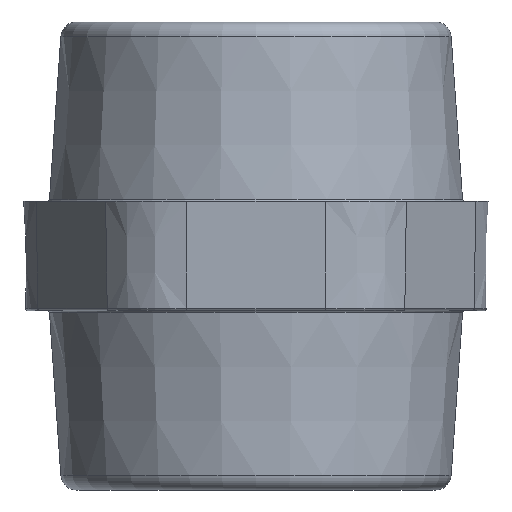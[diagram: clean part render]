
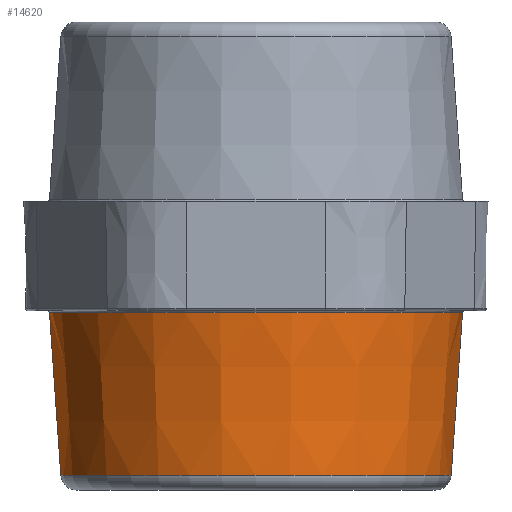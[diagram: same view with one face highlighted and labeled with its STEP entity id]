
A CAD part, front view. The second image highlights one B-rep face of the part: STEP entity #14620.
In plain terms, the highlighted conical face has half-angle 4 degrees and reference radius 25.751 mm.
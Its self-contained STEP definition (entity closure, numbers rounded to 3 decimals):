
#626 = LINE ( 'NONE', #11322, #27687 ) ;
#2558 = CARTESIAN_POINT ( 'NONE',  ( 0., 0., -10.709 ) ) ;
#3408 = EDGE_CURVE ( 'NONE', #13707, #21196, #18112, .T. ) ;
#4864 = CIRCLE ( 'NONE', #8845, 25.022 ) ;
#5412 = AXIS2_PLACEMENT_3D ( 'NONE', #21122, #47549, #9217 ) ;
#6675 = EDGE_CURVE ( 'NONE', #30311, #41901, #4864, .T. ) ;
#8547 = EDGE_CURVE ( 'NONE', #30311, #21196, #626, .T. ) ;
#8845 = AXIS2_PLACEMENT_3D ( 'NONE', #13612, #47208, #46964 ) ;
#9217 = DIRECTION ( 'NONE',  ( 1., 0., 0. ) ) ;
#11322 = CARTESIAN_POINT ( 'NONE',  ( -25.022, 0., -21.14 ) ) ;
#12421 = ORIENTED_EDGE ( 'NONE', *, *, #3408, .T. ) ;
#13612 = CARTESIAN_POINT ( 'NONE',  ( 0., 0., -21.14 ) ) ;
#13707 = VERTEX_POINT ( 'NONE', #16416 ) ;
#14620 = ADVANCED_FACE ( 'NONE', ( #37119 ), #24364, .T. ) ;
#16416 = CARTESIAN_POINT ( 'NONE',  ( 26.48, 0., -0.279 ) ) ;
#17402 = ORIENTED_EDGE ( 'NONE', *, *, #6675, .T. ) ;
#18112 = CIRCLE ( 'NONE', #5412, 26.48 ) ;
#18166 = EDGE_LOOP ( 'NONE', ( #33357, #17402, #45457, #12421 ) ) ;
#19534 = DIRECTION ( 'NONE',  ( -0.07, 0., 0.998 ) ) ;
#19590 = DIRECTION ( 'NONE',  ( 0.07, 0., 0.998 ) ) ;
#19846 = LINE ( 'NONE', #30777, #38330 ) ;
#20102 = CARTESIAN_POINT ( 'NONE',  ( -25.022, 0., -21.14 ) ) ;
#21122 = CARTESIAN_POINT ( 'NONE',  ( 0., 0., -0.279 ) ) ;
#21196 = VERTEX_POINT ( 'NONE', #30441 ) ;
#21481 = DIRECTION ( 'NONE',  ( -1., 0., 0. ) ) ;
#21977 = AXIS2_PLACEMENT_3D ( 'NONE', #2558, #40877, #21481 ) ;
#24364 = CONICAL_SURFACE ( 'NONE', #21977, 25.751, 0.07 ) ;
#27687 = VECTOR ( 'NONE', #19534, 1000. ) ;
#30311 = VERTEX_POINT ( 'NONE', #20102 ) ;
#30441 = CARTESIAN_POINT ( 'NONE',  ( -26.48, 0., -0.279 ) ) ;
#30777 = CARTESIAN_POINT ( 'NONE',  ( 25.022, 0., -21.14 ) ) ;
#33357 = ORIENTED_EDGE ( 'NONE', *, *, #8547, .F. ) ;
#37119 = FACE_OUTER_BOUND ( 'NONE', #18166, .T. ) ;
#37692 = EDGE_CURVE ( 'NONE', #41901, #13707, #19846, .T. ) ;
#38330 = VECTOR ( 'NONE', #19590, 1000. ) ;
#40877 = DIRECTION ( 'NONE',  ( 0., 0., 1. ) ) ;
#41901 = VERTEX_POINT ( 'NONE', #45655 ) ;
#45457 = ORIENTED_EDGE ( 'NONE', *, *, #37692, .T. ) ;
#45655 = CARTESIAN_POINT ( 'NONE',  ( 25.022, 0., -21.14 ) ) ;
#46964 = DIRECTION ( 'NONE',  ( -1., 0., 0. ) ) ;
#47208 = DIRECTION ( 'NONE',  ( 0., 0., 1. ) ) ;
#47549 = DIRECTION ( 'NONE',  ( 0., 0., -1. ) ) ;
